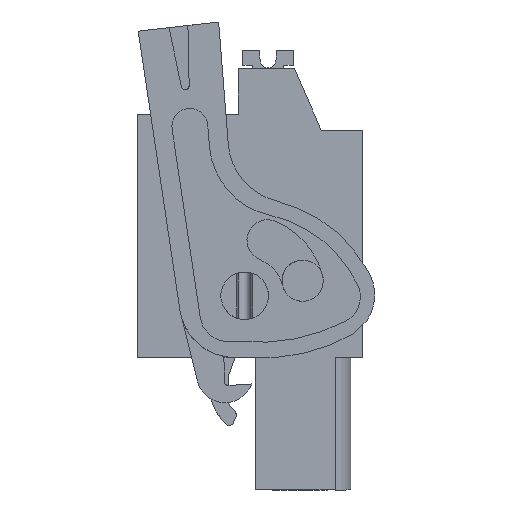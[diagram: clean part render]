
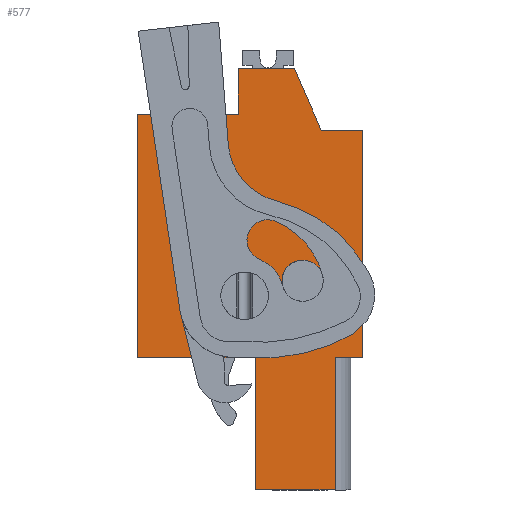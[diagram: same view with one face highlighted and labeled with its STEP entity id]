
A CAD part, left-side view. The second image highlights one B-rep face of the part: STEP entity #577.
In plain terms, the highlighted planar face has unit normal (-1, 0, 0).
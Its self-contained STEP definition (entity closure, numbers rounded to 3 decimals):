
#457=AXIS2_PLACEMENT_3D('Plane Axis2P3D',#454,#455,#456) ;
#543=AXIS2_PLACEMENT_3D('Circle Axis2P3D',#541,#542,$) ;
#552=AXIS2_PLACEMENT_3D('Circle Axis2P3D',#550,#551,$) ;
#561=AXIS2_PLACEMENT_3D('Circle Axis2P3D',#559,#560,$) ;
#570=AXIS2_PLACEMENT_3D('Circle Axis2P3D',#568,#569,$) ;
#42=CARTESIAN_POINT('Vertex',(4.85,8.618,26.59)) ;
#45=CARTESIAN_POINT('Line Origine',(4.85,6.843,26.59)) ;
#49=CARTESIAN_POINT('Vertex',(4.85,5.068,26.59)) ;
#369=CARTESIAN_POINT('Vertex',(4.85,8.618,23.69)) ;
#372=CARTESIAN_POINT('Line Origine',(4.85,8.618,25.14)) ;
#454=CARTESIAN_POINT('Axis2P3D Location',(4.85,7.568,8.35)) ;
#459=CARTESIAN_POINT('Line Origine',(4.85,2.493,4.175)) ;
#463=CARTESIAN_POINT('Vertex',(4.85,2.493,8.35)) ;
#465=CARTESIAN_POINT('Vertex',(4.85,2.493,0.)) ;
#468=CARTESIAN_POINT('Line Origine',(4.85,1.63,8.35)) ;
#472=CARTESIAN_POINT('Vertex',(4.85,0.768,8.35)) ;
#475=CARTESIAN_POINT('Line Origine',(4.85,0.768,15.52)) ;
#479=CARTESIAN_POINT('Vertex',(4.85,0.768,22.69)) ;
#482=CARTESIAN_POINT('Line Origine',(4.85,2.068,22.69)) ;
#486=CARTESIAN_POINT('Vertex',(4.85,3.368,22.69)) ;
#489=CARTESIAN_POINT('Line Origine',(4.85,4.218,24.64)) ;
#494=CARTESIAN_POINT('Line Origine',(4.85,11.793,23.69)) ;
#498=CARTESIAN_POINT('Vertex',(4.85,14.968,23.69)) ;
#501=CARTESIAN_POINT('Line Origine',(4.85,14.968,16.02)) ;
#505=CARTESIAN_POINT('Vertex',(4.85,14.968,8.35)) ;
#508=CARTESIAN_POINT('Line Origine',(4.85,11.253,8.35)) ;
#512=CARTESIAN_POINT('Vertex',(4.85,7.539,8.35)) ;
#515=CARTESIAN_POINT('Line Origine',(4.85,7.539,4.175)) ;
#519=CARTESIAN_POINT('Vertex',(4.85,7.539,0.)) ;
#522=CARTESIAN_POINT('Line Origine',(4.85,5.016,0.)) ;
#541=CARTESIAN_POINT('Axis2P3D Location',(4.85,8.204,12.25)) ;
#545=CARTESIAN_POINT('Vertex',(4.85,8.204,10.75)) ;
#547=CARTESIAN_POINT('Vertex',(4.85,8.204,13.75)) ;
#550=CARTESIAN_POINT('Axis2P3D Location',(4.85,8.204,12.25)) ;
#559=CARTESIAN_POINT('Axis2P3D Location',(4.85,4.544,13.2)) ;
#563=CARTESIAN_POINT('Vertex',(4.85,4.544,14.5)) ;
#565=CARTESIAN_POINT('Vertex',(4.85,4.544,11.9)) ;
#568=CARTESIAN_POINT('Axis2P3D Location',(4.85,4.544,13.2)) ;
#46=DIRECTION('Vector Direction',(0.,1.,0.)) ;
#373=DIRECTION('Vector Direction',(0.,0.,-1.)) ;
#455=DIRECTION('Axis2P3D Direction',(1.,0.,0.)) ;
#456=DIRECTION('Axis2P3D XDirection',(0.,1.,0.)) ;
#460=DIRECTION('Vector Direction',(0.,0.,-1.)) ;
#469=DIRECTION('Vector Direction',(0.,-1.,0.)) ;
#476=DIRECTION('Vector Direction',(0.,0.,-1.)) ;
#483=DIRECTION('Vector Direction',(0.,1.,0.)) ;
#490=DIRECTION('Vector Direction',(0.,0.4,0.917)) ;
#495=DIRECTION('Vector Direction',(0.,1.,0.)) ;
#502=DIRECTION('Vector Direction',(0.,0.,1.)) ;
#509=DIRECTION('Vector Direction',(0.,1.,0.)) ;
#516=DIRECTION('Vector Direction',(0.,0.,-1.)) ;
#523=DIRECTION('Vector Direction',(0.,1.,0.)) ;
#542=DIRECTION('Axis2P3D Direction',(1.,0.,0.)) ;
#551=DIRECTION('Axis2P3D Direction',(1.,0.,0.)) ;
#560=DIRECTION('Axis2P3D Direction',(1.,0.,0.)) ;
#569=DIRECTION('Axis2P3D Direction',(1.,0.,0.)) ;
#47=VECTOR('Line Direction',#46,1.) ;
#374=VECTOR('Line Direction',#373,1.) ;
#461=VECTOR('Line Direction',#460,1.) ;
#470=VECTOR('Line Direction',#469,1.) ;
#477=VECTOR('Line Direction',#476,1.) ;
#484=VECTOR('Line Direction',#483,1.) ;
#491=VECTOR('Line Direction',#490,1.) ;
#496=VECTOR('Line Direction',#495,1.) ;
#503=VECTOR('Line Direction',#502,1.) ;
#510=VECTOR('Line Direction',#509,1.) ;
#517=VECTOR('Line Direction',#516,1.) ;
#524=VECTOR('Line Direction',#523,1.) ;
#528=ORIENTED_EDGE('',*,*,#467,.F.) ;
#529=ORIENTED_EDGE('',*,*,#474,.F.) ;
#530=ORIENTED_EDGE('',*,*,#481,.F.) ;
#531=ORIENTED_EDGE('',*,*,#488,.T.) ;
#532=ORIENTED_EDGE('',*,*,#493,.T.) ;
#533=ORIENTED_EDGE('',*,*,#51,.T.) ;
#534=ORIENTED_EDGE('',*,*,#376,.T.) ;
#535=ORIENTED_EDGE('',*,*,#500,.T.) ;
#536=ORIENTED_EDGE('',*,*,#507,.F.) ;
#537=ORIENTED_EDGE('',*,*,#514,.F.) ;
#538=ORIENTED_EDGE('',*,*,#521,.T.) ;
#539=ORIENTED_EDGE('',*,*,#526,.F.) ;
#556=ORIENTED_EDGE('',*,*,#549,.T.) ;
#557=ORIENTED_EDGE('',*,*,#554,.T.) ;
#574=ORIENTED_EDGE('',*,*,#567,.T.) ;
#575=ORIENTED_EDGE('',*,*,#572,.T.) ;
#558=FACE_BOUND('',#555,.T.) ;
#576=FACE_BOUND('',#573,.T.) ;
#577=ADVANCED_FACE('HOUSING',(#540,#558,#576),#458,.F.) ;
#544=CIRCLE('generated circle',#543,1.5) ;
#553=CIRCLE('generated circle',#552,1.5) ;
#562=CIRCLE('generated circle',#561,1.3) ;
#571=CIRCLE('generated circle',#570,1.3) ;
#51=EDGE_CURVE('',#50,#43,#48,.T.) ;
#376=EDGE_CURVE('',#43,#370,#375,.T.) ;
#467=EDGE_CURVE('',#464,#466,#462,.T.) ;
#474=EDGE_CURVE('',#473,#464,#471,.F.) ;
#481=EDGE_CURVE('',#480,#473,#478,.T.) ;
#488=EDGE_CURVE('',#480,#487,#485,.T.) ;
#493=EDGE_CURVE('',#487,#50,#492,.T.) ;
#500=EDGE_CURVE('',#370,#499,#497,.T.) ;
#507=EDGE_CURVE('',#506,#499,#504,.T.) ;
#514=EDGE_CURVE('',#513,#506,#511,.T.) ;
#521=EDGE_CURVE('',#513,#520,#518,.T.) ;
#526=EDGE_CURVE('',#466,#520,#525,.T.) ;
#549=EDGE_CURVE('',#546,#548,#544,.T.) ;
#554=EDGE_CURVE('',#548,#546,#553,.T.) ;
#567=EDGE_CURVE('',#564,#566,#562,.T.) ;
#572=EDGE_CURVE('',#566,#564,#571,.T.) ;
#527=EDGE_LOOP('',(#528,#529,#530,#531,#532,#533,#534,#535,#536,#537,#538,#539)) ;
#555=EDGE_LOOP('',(#556,#557)) ;
#573=EDGE_LOOP('',(#574,#575)) ;
#540=FACE_OUTER_BOUND('',#527,.T.) ;
#48=LINE('Line',#45,#47) ;
#375=LINE('Line',#372,#374) ;
#462=LINE('Line',#459,#461) ;
#471=LINE('Line',#468,#470) ;
#478=LINE('Line',#475,#477) ;
#485=LINE('Line',#482,#484) ;
#492=LINE('Line',#489,#491) ;
#497=LINE('Line',#494,#496) ;
#504=LINE('Line',#501,#503) ;
#511=LINE('Line',#508,#510) ;
#518=LINE('Line',#515,#517) ;
#525=LINE('Line',#522,#524) ;
#458=PLANE('',#457) ;
#43=VERTEX_POINT('',#42) ;
#50=VERTEX_POINT('',#49) ;
#370=VERTEX_POINT('',#369) ;
#464=VERTEX_POINT('',#463) ;
#466=VERTEX_POINT('',#465) ;
#473=VERTEX_POINT('',#472) ;
#480=VERTEX_POINT('',#479) ;
#487=VERTEX_POINT('',#486) ;
#499=VERTEX_POINT('',#498) ;
#506=VERTEX_POINT('',#505) ;
#513=VERTEX_POINT('',#512) ;
#520=VERTEX_POINT('',#519) ;
#546=VERTEX_POINT('',#545) ;
#548=VERTEX_POINT('',#547) ;
#564=VERTEX_POINT('',#563) ;
#566=VERTEX_POINT('',#565) ;
